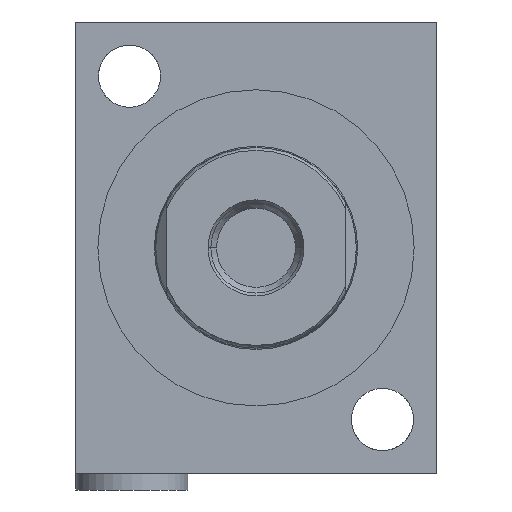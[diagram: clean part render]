
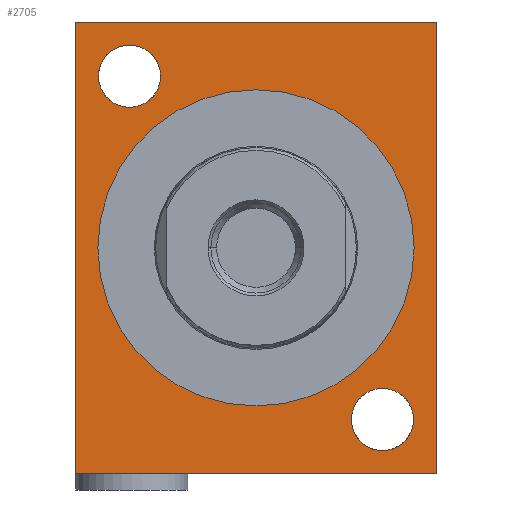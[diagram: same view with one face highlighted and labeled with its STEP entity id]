
A CAD part, left-side view. The second image highlights one B-rep face of the part: STEP entity #2705.
In plain terms, the highlighted planar face has unit normal (-1, 0, 0).
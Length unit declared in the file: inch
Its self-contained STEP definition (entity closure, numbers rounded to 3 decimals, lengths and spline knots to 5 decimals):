
#477=DIRECTION('',(0.,-1.,0.));
#478=VECTOR('',#477,2.);
#479=CARTESIAN_POINT('',(0.,1.,1.25));
#480=LINE('',#479,#478);
#484=DIRECTION('',(0.,0.,-1.));
#485=VECTOR('',#484,2.5);
#486=CARTESIAN_POINT('',(0.,-1.,1.25));
#487=LINE('',#486,#485);
#491=DIRECTION('',(0.,1.,0.));
#492=VECTOR('',#491,2.);
#493=CARTESIAN_POINT('',(0.,-1.,-1.25));
#494=LINE('',#493,#492);
#498=DIRECTION('',(0.,0.,1.));
#499=VECTOR('',#498,2.5);
#500=CARTESIAN_POINT('',(0.,1.,-1.25));
#501=LINE('',#500,#499);
#505=CARTESIAN_POINT('',(0.,0.7,0.95));
#506=DIRECTION('',(1.,0.,0.));
#507=DIRECTION('',(0.,1.,0.));
#508=AXIS2_PLACEMENT_3D('',#505,#506,#507);
#513=CARTESIAN_POINT('',(0.,0.7,0.95));
#514=DIRECTION('',(1.,0.,0.));
#515=DIRECTION('',(0.,-1.,0.));
#516=AXIS2_PLACEMENT_3D('',#513,#514,#515);
#521=CARTESIAN_POINT('',(0.,-0.7,-0.95));
#522=DIRECTION('',(1.,0.,0.));
#523=DIRECTION('',(0.,1.,0.));
#524=AXIS2_PLACEMENT_3D('',#521,#522,#523);
#529=CARTESIAN_POINT('',(0.,-0.7,-0.95));
#530=DIRECTION('',(1.,0.,0.));
#531=DIRECTION('',(0.,-1.,0.));
#532=AXIS2_PLACEMENT_3D('',#529,#530,#531);
#537=CARTESIAN_POINT('',(0.,0.,0.));
#538=DIRECTION('',(-1.,0.,0.));
#539=DIRECTION('',(0.,1.,0.));
#540=AXIS2_PLACEMENT_3D('',#537,#538,#539);
#545=CARTESIAN_POINT('',(0.,0.,0.));
#546=DIRECTION('',(-1.,0.,0.));
#547=DIRECTION('',(0.,-1.,0.));
#548=AXIS2_PLACEMENT_3D('',#545,#546,#547);
#1930=CARTESIAN_POINT('',(0.,1.,1.25));
#1931=CARTESIAN_POINT('',(0.,-1.,1.25));
#1932=VERTEX_POINT('',#1930);
#1933=VERTEX_POINT('',#1931);
#1934=CARTESIAN_POINT('',(0.,-1.,-1.25));
#1935=VERTEX_POINT('',#1934);
#1936=CARTESIAN_POINT('',(0.,1.,-1.25));
#1937=VERTEX_POINT('',#1936);
#1946=CARTESIAN_POINT('',(0.,0.872,0.95));
#1947=CARTESIAN_POINT('',(0.,0.528,0.95));
#1948=VERTEX_POINT('',#1946);
#1949=VERTEX_POINT('',#1947);
#2074=CARTESIAN_POINT('',(0.,-0.528,-0.95));
#2075=CARTESIAN_POINT('',(0.,-0.872,-0.95));
#2076=VERTEX_POINT('',#2074);
#2077=VERTEX_POINT('',#2075);
#2094=CARTESIAN_POINT('',(0.,0.875,0.));
#2095=CARTESIAN_POINT('',(0.,-0.875,0.));
#2096=VERTEX_POINT('',#2094);
#2097=VERTEX_POINT('',#2095);
#2673=CARTESIAN_POINT('',(0.,0.,0.));
#2674=DIRECTION('',(1.,0.,0.));
#2675=DIRECTION('',(0.,0.,-1.));
#2676=AXIS2_PLACEMENT_3D('',#2673,#2674,#2675);
#2677=PLANE('',#2676);
#2679=ORIENTED_EDGE('',*,*,#2678,.T.);
#2681=ORIENTED_EDGE('',*,*,#2680,.T.);
#2683=ORIENTED_EDGE('',*,*,#2682,.T.);
#2685=ORIENTED_EDGE('',*,*,#2684,.T.);
#2686=EDGE_LOOP('',(#2679,#2681,#2683,#2685));
#2687=FACE_OUTER_BOUND('',#2686,.F.);
#2689=ORIENTED_EDGE('',*,*,#2688,.F.);
#2691=ORIENTED_EDGE('',*,*,#2690,.F.);
#2692=EDGE_LOOP('',(#2689,#2691));
#2693=FACE_BOUND('',#2692,.F.);
#2695=ORIENTED_EDGE('',*,*,#2694,.F.);
#2697=ORIENTED_EDGE('',*,*,#2696,.F.);
#2698=EDGE_LOOP('',(#2695,#2697));
#2699=FACE_BOUND('',#2698,.F.);
#2700=ORIENTED_EDGE('',*,*,#2663,.T.);
#2702=ORIENTED_EDGE('',*,*,#2701,.T.);
#2703=EDGE_LOOP('',(#2700,#2702));
#2704=FACE_BOUND('',#2703,.F.);
#2705=ADVANCED_FACE('',(#2687,#2693,#2699,#2704),#2677,.F.);
#509=CIRCLE('',#508,0.172);
#517=CIRCLE('',#516,0.172);
#525=CIRCLE('',#524,0.172);
#533=CIRCLE('',#532,0.172);
#541=CIRCLE('',#540,0.875);
#549=CIRCLE('',#548,0.875);
#2663=EDGE_CURVE('',#2096,#2097,#541,.T.);
#2678=EDGE_CURVE('',#1932,#1933,#480,.T.);
#2680=EDGE_CURVE('',#1933,#1935,#487,.T.);
#2682=EDGE_CURVE('',#1935,#1937,#494,.T.);
#2684=EDGE_CURVE('',#1937,#1932,#501,.T.);
#2688=EDGE_CURVE('',#1948,#1949,#509,.T.);
#2690=EDGE_CURVE('',#1949,#1948,#517,.T.);
#2694=EDGE_CURVE('',#2076,#2077,#525,.T.);
#2696=EDGE_CURVE('',#2077,#2076,#533,.T.);
#2701=EDGE_CURVE('',#2097,#2096,#549,.T.);
